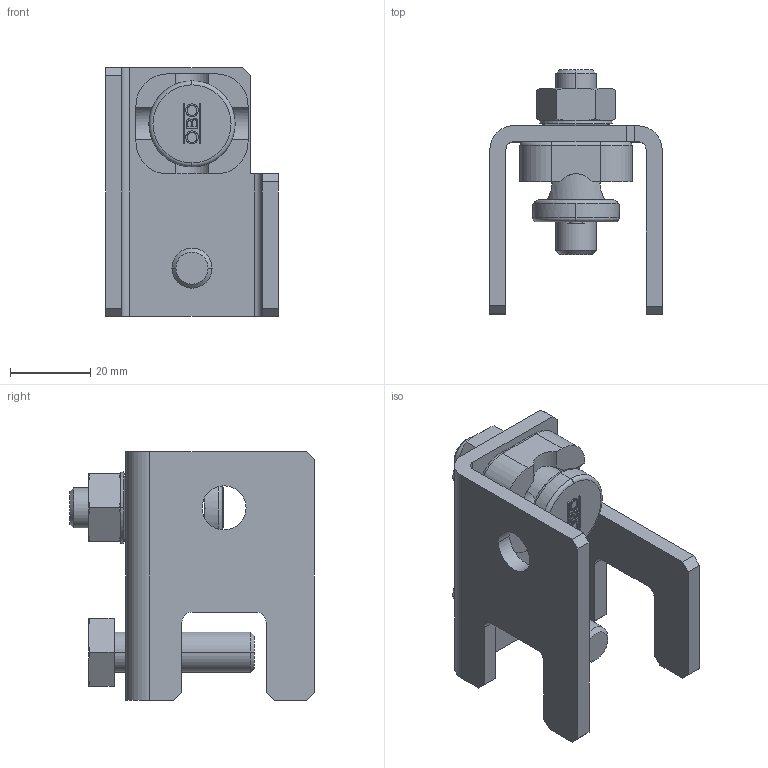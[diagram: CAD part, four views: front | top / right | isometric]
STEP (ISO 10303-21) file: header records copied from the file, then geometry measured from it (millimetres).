
FILE_DESCRIPTION(('Creo Elements/Direct Modeling STEP Export'),'2;1');
FILE_NAME('5304520.stp','2026-03-20T11:35:06',(''),(''),'Creo Elements/Direct Modeling STEP processor for AP214 (Solid Model)','Creo Elements/Direct Modeling 18.0B 02-Dec-2011 (C) Parametric Technology GmbH','');
FILE_SCHEMA(('AUTOMOTIVE_DESIGN { 1 0 10303 214 1 1 1 1 }'));
Length unit declared in the file: millimetre
Products named in the file (8): Klemmkoerper; Federscheibe; Platte; Mutter; Klemmschraube; Verbinder; Schraube; Konstruktionsklemme
Assembly tree (7 placements, depth 3):
  Konstruktionsklemme
    Schraube
    Verbinder
      Klemmschraube
      Mutter
      Platte
      Federscheibe
    Klemmkoerper
Bounding box: 43 x 61 x 62 mm (x, y, z)
Volume: 36081.1 mm3; surface area: 21119.7 mm2
Topology: 6 solids, 6 shells, 190 faces, 462 edges, 292 vertices
Faces by surface type: plane 88, cylinder 46, torus 34, cone 10, extrusion 8, sphere 4
Entity records: 7659 total; most frequent: CARTESIAN_POINT 2893, ORIENTED_EDGE 924, DIRECTION 758, EDGE_CURVE 462, VERTEX_POINT 292, AXIS2_PLACEMENT_3D 261, VECTOR 236, LINE 228
